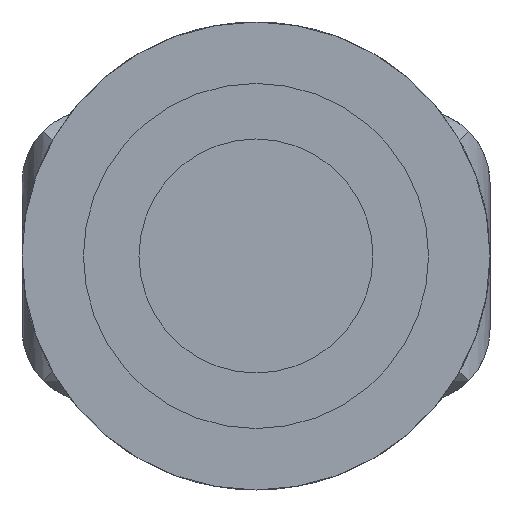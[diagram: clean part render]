
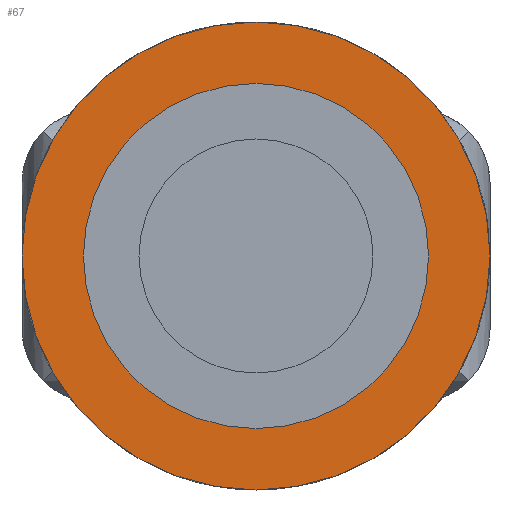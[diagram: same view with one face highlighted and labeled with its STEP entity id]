
A CAD part, left-side view. The second image highlights one B-rep face of the part: STEP entity #67.
In plain terms, the highlighted planar face has unit normal (-1, 0, 0).
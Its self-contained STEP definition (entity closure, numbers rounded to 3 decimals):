
#67=ADVANCED_FACE('',(#112,#113),#114,.T.);
#112=FACE_OUTER_BOUND('',#158,.T.);
#113=FACE_BOUND('',#159,.T.);
#114=PLANE('',#160);
#158=EDGE_LOOP('',(#344,#345));
#159=EDGE_LOOP('',(#346,#347));
#160=AXIS2_PLACEMENT_3D('',#348,#349,#350);
#344=ORIENTED_EDGE('',*,*,#356,.F.);
#345=ORIENTED_EDGE('',*,*,#409,.F.);
#346=ORIENTED_EDGE('',*,*,#354,.T.);
#347=ORIENTED_EDGE('',*,*,#412,.T.);
#348=CARTESIAN_POINT('',(22.0,3.475,0.0));
#349=DIRECTION('',(-1.0,0.0,0.0));
#350=DIRECTION('',(0.0,-1.0,0.0));
#354=EDGE_CURVE('',#414,#418,#420,.T.);
#356=EDGE_CURVE('',#421,#424,#425,.T.);
#409=EDGE_CURVE('',#424,#421,#515,.T.);
#412=EDGE_CURVE('',#418,#414,#518,.T.);
#414=VERTEX_POINT('',#520);
#418=VERTEX_POINT('',#525);
#420=CIRCLE('',#528,2.95);
#421=VERTEX_POINT('',#529);
#424=VERTEX_POINT('',#533);
#425=CIRCLE('',#534,4.0);
#515=CIRCLE('',#674,4.0);
#518=CIRCLE('',#678,2.95);
#520=CARTESIAN_POINT('',(22.0,2.95,0.0));
#525=CARTESIAN_POINT('',(22.0,-2.95,0.));
#528=AXIS2_PLACEMENT_3D('',#684,#685,#686);
#529=CARTESIAN_POINT('',(22.0,4.0,0.0));
#533=CARTESIAN_POINT('',(22.0,-4.0,0.));
#534=AXIS2_PLACEMENT_3D('',#688,#689,#690);
#674=AXIS2_PLACEMENT_3D('',#807,#808,#809);
#678=AXIS2_PLACEMENT_3D('',#814,#815,#816);
#684=CARTESIAN_POINT('',(22.0,0.0,0.0));
#685=DIRECTION('',(1.0,0.0,0.0));
#686=DIRECTION('',(0.0,1.0,0.0));
#688=CARTESIAN_POINT('',(22.0,0.0,0.0));
#689=DIRECTION('',(1.0,0.0,0.0));
#690=DIRECTION('',(0.0,1.0,0.0));
#807=CARTESIAN_POINT('',(22.0,0.0,0.0));
#808=DIRECTION('',(1.0,0.0,0.0));
#809=DIRECTION('',(0.0,1.0,0.0));
#814=CARTESIAN_POINT('',(22.0,0.0,0.0));
#815=DIRECTION('',(1.0,0.0,0.0));
#816=DIRECTION('',(0.0,1.0,0.0));
